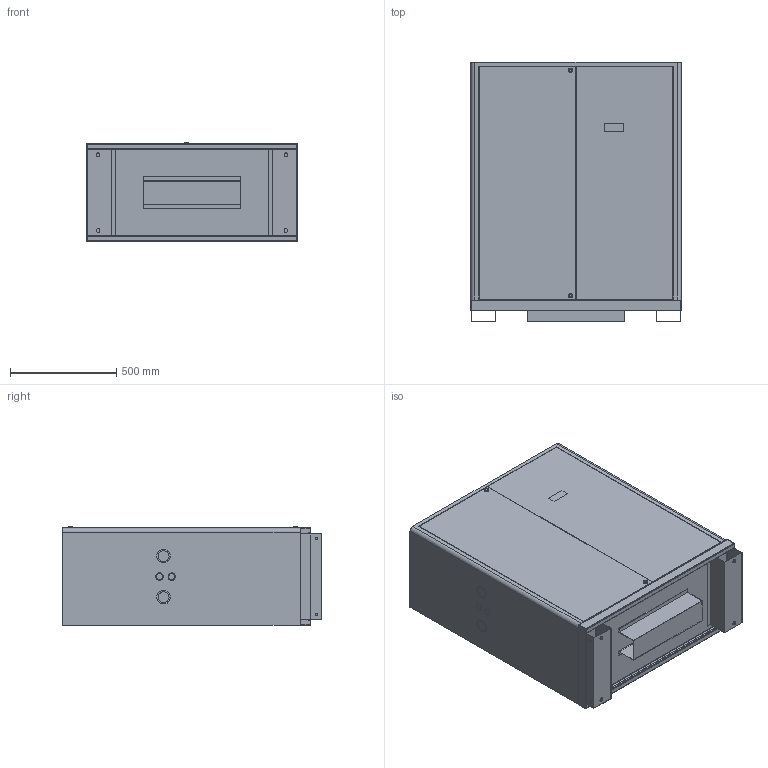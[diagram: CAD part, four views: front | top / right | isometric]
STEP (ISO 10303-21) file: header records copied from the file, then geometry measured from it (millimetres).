
FILE_DESCRIPTION (( 'STEP AP214' ), '1' );
FILE_NAME ('INV1B.STEP', '2025-09-12T21:21:22', ( '' ), ( '' ), 'SwSTEP 2.0', 'SolidWorks 2016', '' );
FILE_SCHEMA (( 'AUTOMOTIVE_DESIGN' ));
Length unit declared in the file: inch
Products named in the file (4): INV1B Item 2; INV1B Item 1; INV1B; WR Lock01
Assembly tree (4 placements, depth 2):
  INV1B
    INV1B Item 1
    INV1B Item 2
    WR Lock01  x2
Bounding box: 990.6 x 1219.2 x 463.04 mm (x, y, z)
Volume: 508715431.8 mm3; surface area: 6428923.6 mm2
Topology: 7 solids, 7 shells, 265 faces, 578 edges, 364 vertices
Faces by surface type: plane 159, cylinder 102, cone 4
Entity records: 7049 total; most frequent: DIRECTION 1252, CARTESIAN_POINT 1148, ORIENTED_EDGE 1096, EDGE_CURVE 548, AXIS2_PLACEMENT_3D 448, VECTOR 356, LINE 356, VERTEX_POINT 344
